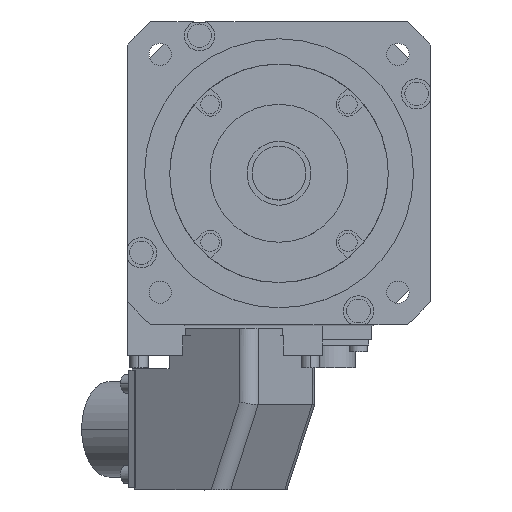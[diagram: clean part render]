
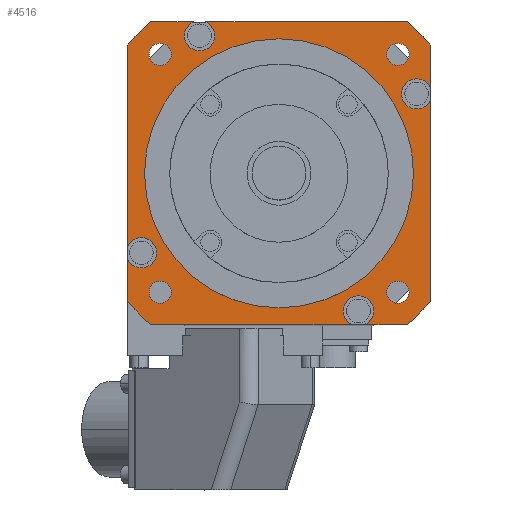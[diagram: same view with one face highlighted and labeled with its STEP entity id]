
A CAD part, top view. The second image highlights one B-rep face of the part: STEP entity #4516.
In plain terms, the highlighted planar face has unit normal (0, 0, 1).
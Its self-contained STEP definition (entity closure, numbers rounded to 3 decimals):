
#22=CARTESIAN_POINT('',(-40.92,-23.625,0.));
#23=DIRECTION('',(0.,0.,1.));
#24=DIRECTION('',(-0.907,-0.422,0.));
#25=AXIS2_PLACEMENT_3D('',#22,#23,#24);
#27=CARTESIAN_POINT('',(0.,0.,0.));
#28=DIRECTION('',(0.,0.,-1.));
#29=DIRECTION('',(-0.763,0.647,0.));
#30=AXIS2_PLACEMENT_3D('',#27,#28,#29);
#32=CARTESIAN_POINT('',(-23.625,40.92,0.));
#33=DIRECTION('',(0.,0.,1.));
#34=DIRECTION('',(-0.422,0.907,0.));
#35=AXIS2_PLACEMENT_3D('',#32,#33,#34);
#37=CARTESIAN_POINT('',(0.,0.,0.));
#38=DIRECTION('',(0.,0.,-1.));
#39=DIRECTION('',(0.647,0.763,0.));
#40=AXIS2_PLACEMENT_3D('',#37,#38,#39);
#42=CARTESIAN_POINT('',(40.92,23.625,0.));
#43=DIRECTION('',(0.,0.,1.));
#44=DIRECTION('',(0.907,0.422,0.));
#45=AXIS2_PLACEMENT_3D('',#42,#43,#44);
#47=CARTESIAN_POINT('',(0.,0.,0.));
#48=DIRECTION('',(0.,0.,-1.));
#49=DIRECTION('',(0.763,-0.647,0.));
#50=AXIS2_PLACEMENT_3D('',#47,#48,#49);
#52=CARTESIAN_POINT('',(23.625,-40.92,0.));
#53=DIRECTION('',(0.,0.,1.));
#54=DIRECTION('',(0.422,-0.907,0.));
#55=AXIS2_PLACEMENT_3D('',#52,#53,#54);
#57=CARTESIAN_POINT('',(0.,0.,0.));
#58=DIRECTION('',(0.,0.,-1.));
#59=DIRECTION('',(-0.647,-0.763,0.));
#60=AXIS2_PLACEMENT_3D('',#57,#58,#59);
#62=CARTESIAN_POINT('',(0.,0.,0.));
#63=DIRECTION('',(0.,0.,1.));
#64=DIRECTION('',(-1.,0.,0.));
#65=AXIS2_PLACEMENT_3D('',#62,#63,#64);
#67=CARTESIAN_POINT('',(0.,0.,0.));
#68=DIRECTION('',(0.,0.,1.));
#69=DIRECTION('',(1.,0.,0.));
#70=AXIS2_PLACEMENT_3D('',#67,#68,#69);
#72=CARTESIAN_POINT('',(-35.355,35.355,0.));
#73=DIRECTION('',(0.,0.,1.));
#74=DIRECTION('',(1.,0.,0.));
#75=AXIS2_PLACEMENT_3D('',#72,#73,#74);
#77=CARTESIAN_POINT('',(-35.355,35.355,0.));
#78=DIRECTION('',(0.,0.,1.));
#79=DIRECTION('',(-1.,0.,0.));
#80=AXIS2_PLACEMENT_3D('',#77,#78,#79);
#82=CARTESIAN_POINT('',(-35.355,-35.355,0.));
#83=DIRECTION('',(0.,0.,1.));
#84=DIRECTION('',(0.,1.,0.));
#85=AXIS2_PLACEMENT_3D('',#82,#83,#84);
#87=CARTESIAN_POINT('',(-35.355,-35.355,0.));
#88=DIRECTION('',(0.,0.,1.));
#89=DIRECTION('',(0.,-1.,0.));
#90=AXIS2_PLACEMENT_3D('',#87,#88,#89);
#92=CARTESIAN_POINT('',(35.355,-35.355,0.));
#93=DIRECTION('',(0.,0.,1.));
#94=DIRECTION('',(-1.,0.,0.));
#95=AXIS2_PLACEMENT_3D('',#92,#93,#94);
#97=CARTESIAN_POINT('',(35.355,-35.355,0.));
#98=DIRECTION('',(0.,0.,1.));
#99=DIRECTION('',(1.,0.,0.));
#100=AXIS2_PLACEMENT_3D('',#97,#98,#99);
#102=CARTESIAN_POINT('',(35.355,35.355,0.));
#103=DIRECTION('',(0.,0.,1.));
#104=DIRECTION('',(0.,-1.,0.));
#105=AXIS2_PLACEMENT_3D('',#102,#103,#104);
#107=CARTESIAN_POINT('',(35.355,35.355,0.));
#108=DIRECTION('',(0.,0.,1.));
#109=DIRECTION('',(0.,1.,0.));
#110=AXIS2_PLACEMENT_3D('',#107,#108,#109);
#124=DIRECTION('',(0.,-1.,0.));
#125=VECTOR('',#124,59.884);
#126=CARTESIAN_POINT('',(-45.,38.158,0.));
#127=LINE('',#126,#125);
#136=DIRECTION('',(0.,-1.,0.));
#137=VECTOR('',#136,12.634);
#138=CARTESIAN_POINT('',(-45.,-25.523,0.));
#139=LINE('',#138,#137);
#2015=DIRECTION('',(1.,0.,0.));
#2016=VECTOR('',#2015,59.884);
#2017=CARTESIAN_POINT('',(-38.158,-45.,0.));
#2018=LINE('',#2017,#2016);
#2019=DIRECTION('',(1.,0.,0.));
#2020=VECTOR('',#2019,12.634);
#2021=CARTESIAN_POINT('',(25.523,-45.,0.));
#2022=LINE('',#2021,#2020);
#2051=DIRECTION('',(0.,1.,0.));
#2052=VECTOR('',#2051,59.884);
#2053=CARTESIAN_POINT('',(45.,-38.158,0.));
#2054=LINE('',#2053,#2052);
#2055=DIRECTION('',(0.,1.,0.));
#2056=VECTOR('',#2055,12.634);
#2057=CARTESIAN_POINT('',(45.,25.523,0.));
#2058=LINE('',#2057,#2056);
#2370=DIRECTION('',(-1.,0.,0.));
#2371=VECTOR('',#2370,59.884);
#2372=CARTESIAN_POINT('',(38.158,45.,0.));
#2373=LINE('',#2372,#2371);
#2374=DIRECTION('',(-1.,0.,0.));
#2375=VECTOR('',#2374,12.634);
#2376=CARTESIAN_POINT('',(-25.523,45.,0.));
#2377=LINE('',#2376,#2375);
#3414=CARTESIAN_POINT('',(-40.,0.,0.));
#3415=CARTESIAN_POINT('',(40.,0.,0.));
#3416=VERTEX_POINT('',#3414);
#3417=VERTEX_POINT('',#3415);
#3418=CARTESIAN_POINT('',(-45.,38.158,0.));
#3419=CARTESIAN_POINT('',(-45.,-21.727,0.));
#3420=VERTEX_POINT('',#3418);
#3421=VERTEX_POINT('',#3419);
#3422=CARTESIAN_POINT('',(-38.158,45.,0.));
#3423=VERTEX_POINT('',#3422);
#3424=CARTESIAN_POINT('',(-25.523,45.,0.));
#3425=VERTEX_POINT('',#3424);
#3426=CARTESIAN_POINT('',(38.158,45.,0.));
#3427=CARTESIAN_POINT('',(-21.727,45.,0.));
#3428=VERTEX_POINT('',#3426);
#3429=VERTEX_POINT('',#3427);
#3430=CARTESIAN_POINT('',(45.,38.158,0.));
#3431=VERTEX_POINT('',#3430);
#3432=CARTESIAN_POINT('',(45.,25.523,0.));
#3433=VERTEX_POINT('',#3432);
#3434=CARTESIAN_POINT('',(45.,-38.158,0.));
#3435=CARTESIAN_POINT('',(45.,21.727,0.));
#3436=VERTEX_POINT('',#3434);
#3437=VERTEX_POINT('',#3435);
#3438=CARTESIAN_POINT('',(38.158,-45.,0.));
#3439=VERTEX_POINT('',#3438);
#3440=CARTESIAN_POINT('',(25.523,-45.,0.));
#3441=VERTEX_POINT('',#3440);
#3442=CARTESIAN_POINT('',(-38.158,-45.,0.));
#3443=CARTESIAN_POINT('',(21.727,-45.,0.));
#3444=VERTEX_POINT('',#3442);
#3445=VERTEX_POINT('',#3443);
#3446=CARTESIAN_POINT('',(-45.,-38.158,0.));
#3447=VERTEX_POINT('',#3446);
#3448=CARTESIAN_POINT('',(-45.,-25.523,0.));
#3449=VERTEX_POINT('',#3448);
#3450=CARTESIAN_POINT('',(-32.055,35.355,0.));
#3451=CARTESIAN_POINT('',(-38.655,35.355,0.));
#3452=VERTEX_POINT('',#3450);
#3453=VERTEX_POINT('',#3451);
#3454=CARTESIAN_POINT('',(-35.355,-32.055,0.));
#3455=CARTESIAN_POINT('',(-35.355,-38.655,0.));
#3456=VERTEX_POINT('',#3454);
#3457=VERTEX_POINT('',#3455);
#3458=CARTESIAN_POINT('',(32.055,-35.355,0.));
#3459=CARTESIAN_POINT('',(38.655,-35.355,0.));
#3460=VERTEX_POINT('',#3458);
#3461=VERTEX_POINT('',#3459);
#3462=CARTESIAN_POINT('',(35.355,32.055,0.));
#3463=CARTESIAN_POINT('',(35.355,38.655,0.));
#3464=VERTEX_POINT('',#3462);
#3465=VERTEX_POINT('',#3463);
#4448=CARTESIAN_POINT('',(0.,0.,0.));
#4449=DIRECTION('',(0.,0.,1.));
#4450=DIRECTION('',(-1.,0.,0.));
#4451=AXIS2_PLACEMENT_3D('',#4448,#4449,#4450);
#4452=PLANE('',#4451);
#4454=ORIENTED_EDGE('',*,*,#4453,.T.);
#4456=ORIENTED_EDGE('',*,*,#4455,.F.);
#4458=ORIENTED_EDGE('',*,*,#4457,.T.);
#4460=ORIENTED_EDGE('',*,*,#4459,.F.);
#4462=ORIENTED_EDGE('',*,*,#4461,.T.);
#4464=ORIENTED_EDGE('',*,*,#4463,.F.);
#4466=ORIENTED_EDGE('',*,*,#4465,.T.);
#4468=ORIENTED_EDGE('',*,*,#4467,.F.);
#4470=ORIENTED_EDGE('',*,*,#4469,.T.);
#4472=ORIENTED_EDGE('',*,*,#4471,.F.);
#4474=ORIENTED_EDGE('',*,*,#4473,.T.);
#4476=ORIENTED_EDGE('',*,*,#4475,.F.);
#4478=ORIENTED_EDGE('',*,*,#4477,.T.);
#4480=ORIENTED_EDGE('',*,*,#4479,.F.);
#4482=ORIENTED_EDGE('',*,*,#4481,.T.);
#4484=ORIENTED_EDGE('',*,*,#4483,.F.);
#4485=EDGE_LOOP('',(#4454,#4456,#4458,#4460,#4462,#4464,#4466,#4468,#4470,#4472,
#4474,#4476,#4478,#4480,#4482,#4484));
#4486=FACE_OUTER_BOUND('',#4485,.F.);
#4487=ORIENTED_EDGE('',*,*,#4438,.T.);
#4489=ORIENTED_EDGE('',*,*,#4488,.T.);
#4490=EDGE_LOOP('',(#4487,#4489));
#4491=FACE_BOUND('',#4490,.F.);
#4493=ORIENTED_EDGE('',*,*,#4492,.T.);
#4495=ORIENTED_EDGE('',*,*,#4494,.T.);
#4496=EDGE_LOOP('',(#4493,#4495));
#4497=FACE_BOUND('',#4496,.F.);
#4499=ORIENTED_EDGE('',*,*,#4498,.T.);
#4501=ORIENTED_EDGE('',*,*,#4500,.T.);
#4502=EDGE_LOOP('',(#4499,#4501));
#4503=FACE_BOUND('',#4502,.F.);
#4505=ORIENTED_EDGE('',*,*,#4504,.T.);
#4507=ORIENTED_EDGE('',*,*,#4506,.T.);
#4508=EDGE_LOOP('',(#4505,#4507));
#4509=FACE_BOUND('',#4508,.F.);
#4511=ORIENTED_EDGE('',*,*,#4510,.T.);
#4513=ORIENTED_EDGE('',*,*,#4512,.T.);
#4514=EDGE_LOOP('',(#4511,#4513));
#4515=FACE_BOUND('',#4514,.F.);
#4516=ADVANCED_FACE('',(#4486,#4491,#4497,#4503,#4509,#4515),#4452,.T.);
#26=CIRCLE('',#25,4.5);
#31=CIRCLE('',#30,59.);
#36=CIRCLE('',#35,4.5);
#41=CIRCLE('',#40,59.);
#46=CIRCLE('',#45,4.5);
#51=CIRCLE('',#50,59.);
#56=CIRCLE('',#55,4.5);
#61=CIRCLE('',#60,59.);
#66=CIRCLE('',#65,40.);
#71=CIRCLE('',#70,40.);
#76=CIRCLE('',#75,3.3);
#81=CIRCLE('',#80,3.3);
#86=CIRCLE('',#85,3.3);
#91=CIRCLE('',#90,3.3);
#96=CIRCLE('',#95,3.3);
#101=CIRCLE('',#100,3.3);
#106=CIRCLE('',#105,3.3);
#111=CIRCLE('',#110,3.3);
#4438=EDGE_CURVE('',#3416,#3417,#66,.T.);
#4453=EDGE_CURVE('',#3449,#3421,#26,.T.);
#4455=EDGE_CURVE('',#3420,#3421,#127,.T.);
#4457=EDGE_CURVE('',#3420,#3423,#31,.T.);
#4459=EDGE_CURVE('',#3425,#3423,#2377,.T.);
#4461=EDGE_CURVE('',#3425,#3429,#36,.T.);
#4463=EDGE_CURVE('',#3428,#3429,#2373,.T.);
#4465=EDGE_CURVE('',#3428,#3431,#41,.T.);
#4467=EDGE_CURVE('',#3433,#3431,#2058,.T.);
#4469=EDGE_CURVE('',#3433,#3437,#46,.T.);
#4471=EDGE_CURVE('',#3436,#3437,#2054,.T.);
#4473=EDGE_CURVE('',#3436,#3439,#51,.T.);
#4475=EDGE_CURVE('',#3441,#3439,#2022,.T.);
#4477=EDGE_CURVE('',#3441,#3445,#56,.T.);
#4479=EDGE_CURVE('',#3444,#3445,#2018,.T.);
#4481=EDGE_CURVE('',#3444,#3447,#61,.T.);
#4483=EDGE_CURVE('',#3449,#3447,#139,.T.);
#4488=EDGE_CURVE('',#3417,#3416,#71,.T.);
#4492=EDGE_CURVE('',#3452,#3453,#76,.T.);
#4494=EDGE_CURVE('',#3453,#3452,#81,.T.);
#4498=EDGE_CURVE('',#3456,#3457,#86,.T.);
#4500=EDGE_CURVE('',#3457,#3456,#91,.T.);
#4504=EDGE_CURVE('',#3460,#3461,#96,.T.);
#4506=EDGE_CURVE('',#3461,#3460,#101,.T.);
#4510=EDGE_CURVE('',#3464,#3465,#106,.T.);
#4512=EDGE_CURVE('',#3465,#3464,#111,.T.);
